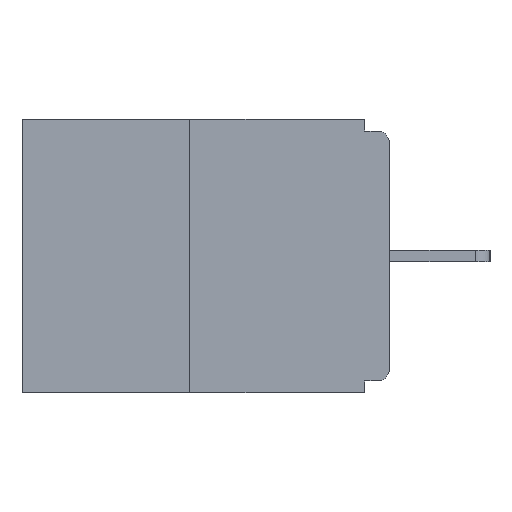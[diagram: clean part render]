
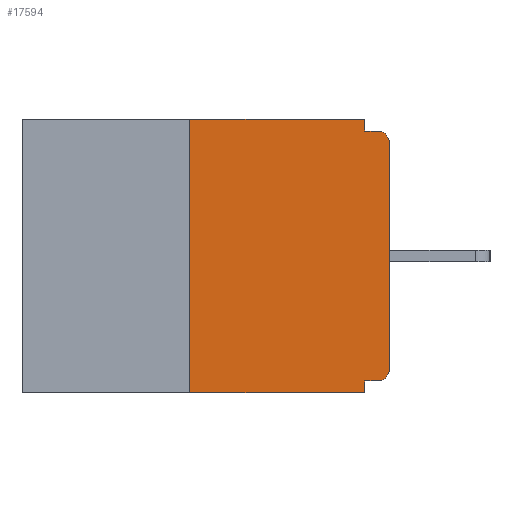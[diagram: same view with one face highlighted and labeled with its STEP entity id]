
A CAD part, left-side view. The second image highlights one B-rep face of the part: STEP entity #17594.
In plain terms, the highlighted planar face has unit normal (-1, 0, 0).
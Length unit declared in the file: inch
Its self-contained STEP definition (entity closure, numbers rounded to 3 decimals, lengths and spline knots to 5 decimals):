
#15 = ORIENTED_EDGE ( 'NONE', *, *, #14620, .T. ) ;
#431 = CIRCLE ( 'NONE', #10607, 0.015 ) ;
#460 = LINE ( 'NONE', #16738, #14230 ) ;
#466 = EDGE_CURVE ( 'NONE', #16663, #11314, #10929, .T. ) ;
#514 = CARTESIAN_POINT ( 'NONE',  ( 0., 0.015, -0.328 ) ) ;
#768 = CARTESIAN_POINT ( 'NONE',  ( 0., 0.46, 0. ) ) ;
#1603 = CARTESIAN_POINT ( 'NONE',  ( 0., 0., 0. ) ) ;
#1921 = DIRECTION ( 'NONE',  ( 0., 0., -1. ) ) ;
#2059 = VECTOR ( 'NONE', #23051, 39.37008 ) ;
#2241 = DIRECTION ( 'NONE',  ( 0., -1., 0. ) ) ;
#3126 = CARTESIAN_POINT ( 'NONE',  ( 0., 0., -0.03 ) ) ;
#3310 = CARTESIAN_POINT ( 'NONE',  ( 0., 0., -0.313 ) ) ;
#3829 = VECTOR ( 'NONE', #7058, 39.37008 ) ;
#4192 = ORIENTED_EDGE ( 'NONE', *, *, #20590, .F. ) ;
#4785 = CARTESIAN_POINT ( 'NONE',  ( 0., 0.46, -0.343 ) ) ;
#4906 = EDGE_CURVE ( 'NONE', #5304, #20707, #17512, .T. ) ;
#5001 = ORIENTED_EDGE ( 'NONE', *, *, #12530, .F. ) ;
#5304 = VERTEX_POINT ( 'NONE', #9639 ) ;
#6078 = ORIENTED_EDGE ( 'NONE', *, *, #12294, .F. ) ;
#6803 = VECTOR ( 'NONE', #1921, 39.37008 ) ;
#6833 = DIRECTION ( 'NONE',  ( -1., 0., 0. ) ) ;
#6880 = CARTESIAN_POINT ( 'NONE',  ( 0., 0.015, -0.313 ) ) ;
#6889 = LINE ( 'NONE', #21400, #2059 ) ;
#7058 = DIRECTION ( 'NONE',  ( 0., 0., -1. ) ) ;
#7498 = CARTESIAN_POINT ( 'NONE',  ( 0., 0.031, 0. ) ) ;
#8304 = ORIENTED_EDGE ( 'NONE', *, *, #4906, .T. ) ;
#8768 = VERTEX_POINT ( 'NONE', #20847 ) ;
#8949 = ORIENTED_EDGE ( 'NONE', *, *, #20565, .T. ) ;
#9260 = ORIENTED_EDGE ( 'NONE', *, *, #12771, .T. ) ;
#9639 = CARTESIAN_POINT ( 'NONE',  ( 0., 0.25, -0.343 ) ) ;
#9659 = VECTOR ( 'NONE', #19919, 39.37008 ) ;
#9927 = CARTESIAN_POINT ( 'NONE',  ( 0., 0.031, -0.015 ) ) ;
#10041 = DIRECTION ( 'NONE',  ( 0., -1., 0. ) ) ;
#10607 = AXIS2_PLACEMENT_3D ( 'NONE', #16105, #6833, #12293 ) ;
#10726 = DIRECTION ( 'NONE',  ( 0., 1., 0. ) ) ;
#10781 = EDGE_LOOP ( 'NONE', ( #23021, #6078, #8304, #4192, #14087, #15, #9260, #8949, #5001, #19593 ) ) ;
#10929 = LINE ( 'NONE', #7498, #6803 ) ;
#10959 = CARTESIAN_POINT ( 'NONE',  ( 0., 0., -0.328 ) ) ;
#11225 = VECTOR ( 'NONE', #19299, 39.37008 ) ;
#11314 = VERTEX_POINT ( 'NONE', #9927 ) ;
#11324 = EDGE_CURVE ( 'NONE', #16177, #16663, #17045, .T. ) ;
#11725 = DIRECTION ( 'NONE',  ( 0., 0., -1. ) ) ;
#12293 = DIRECTION ( 'NONE',  ( 0., 0., -1. ) ) ;
#12294 = EDGE_CURVE ( 'NONE', #5304, #16177, #6889, .T. ) ;
#12405 = LINE ( 'NONE', #1603, #9659 ) ;
#12407 = CARTESIAN_POINT ( 'NONE',  ( 0., 0.031, -0.343 ) ) ;
#12473 = VECTOR ( 'NONE', #10726, 39.37008 ) ;
#12530 = EDGE_CURVE ( 'NONE', #11314, #8768, #460, .T. ) ;
#12632 = LINE ( 'NONE', #10959, #12473 ) ;
#12771 = EDGE_CURVE ( 'NONE', #14545, #13145, #12405, .T. ) ;
#13145 = VERTEX_POINT ( 'NONE', #3126 ) ;
#14087 = ORIENTED_EDGE ( 'NONE', *, *, #18280, .F. ) ;
#14230 = VECTOR ( 'NONE', #2241, 39.37008 ) ;
#14545 = VERTEX_POINT ( 'NONE', #3310 ) ;
#14620 = EDGE_CURVE ( 'NONE', #16870, #14545, #23024, .T. ) ;
#15065 = PLANE ( 'NONE',  #16997 ) ;
#15693 = DIRECTION ( 'NONE',  ( -1., 0., 0. ) ) ;
#16105 = CARTESIAN_POINT ( 'NONE',  ( 0., 0.015, -0.03 ) ) ;
#16177 = VERTEX_POINT ( 'NONE', #19237 ) ;
#16487 = VERTEX_POINT ( 'NONE', #20407 ) ;
#16663 = VERTEX_POINT ( 'NONE', #21459 ) ;
#16738 = CARTESIAN_POINT ( 'NONE',  ( 0., 0., -0.015 ) ) ;
#16870 = VERTEX_POINT ( 'NONE', #514 ) ;
#16997 = AXIS2_PLACEMENT_3D ( 'NONE', #20656, #20776, #11725 ) ;
#17045 = LINE ( 'NONE', #768, #17596 ) ;
#17512 = LINE ( 'NONE', #4785, #11225 ) ;
#17594 = ADVANCED_FACE ( 'NONE', ( #19228 ), #15065, .F. ) ;
#17596 = VECTOR ( 'NONE', #10041, 39.37008 ) ;
#17653 = LINE ( 'NONE', #12407, #3829 ) ;
#18280 = EDGE_CURVE ( 'NONE', #16870, #16487, #12632, .T. ) ;
#19228 = FACE_OUTER_BOUND ( 'NONE', #10781, .T. ) ;
#19237 = CARTESIAN_POINT ( 'NONE',  ( 0., 0.25, 0. ) ) ;
#19299 = DIRECTION ( 'NONE',  ( 0., -1., 0. ) ) ;
#19593 = ORIENTED_EDGE ( 'NONE', *, *, #466, .F. ) ;
#19919 = DIRECTION ( 'NONE',  ( 0., 0., 1. ) ) ;
#20272 = CARTESIAN_POINT ( 'NONE',  ( 0., 0.031, -0.343 ) ) ;
#20407 = CARTESIAN_POINT ( 'NONE',  ( 0., 0.031, -0.328 ) ) ;
#20565 = EDGE_CURVE ( 'NONE', #13145, #8768, #431, .T. ) ;
#20590 = EDGE_CURVE ( 'NONE', #16487, #20707, #17653, .T. ) ;
#20656 = CARTESIAN_POINT ( 'NONE',  ( 0., 0.46, 0. ) ) ;
#20707 = VERTEX_POINT ( 'NONE', #20272 ) ;
#20776 = DIRECTION ( 'NONE',  ( 1., 0., 0. ) ) ;
#20847 = CARTESIAN_POINT ( 'NONE',  ( 0., 0.015, -0.015 ) ) ;
#21400 = CARTESIAN_POINT ( 'NONE',  ( 0., 0.25, 0. ) ) ;
#21459 = CARTESIAN_POINT ( 'NONE',  ( 0., 0.031, 0. ) ) ;
#22928 = DIRECTION ( 'NONE',  ( 0., 0., -1. ) ) ;
#23021 = ORIENTED_EDGE ( 'NONE', *, *, #11324, .F. ) ;
#23024 = CIRCLE ( 'NONE', #23403, 0.015 ) ;
#23051 = DIRECTION ( 'NONE',  ( 0., 0., 1. ) ) ;
#23403 = AXIS2_PLACEMENT_3D ( 'NONE', #6880, #15693, #22928 ) ;
